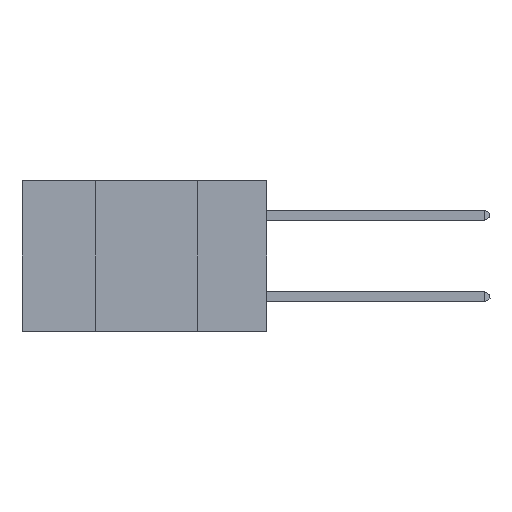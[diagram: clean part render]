
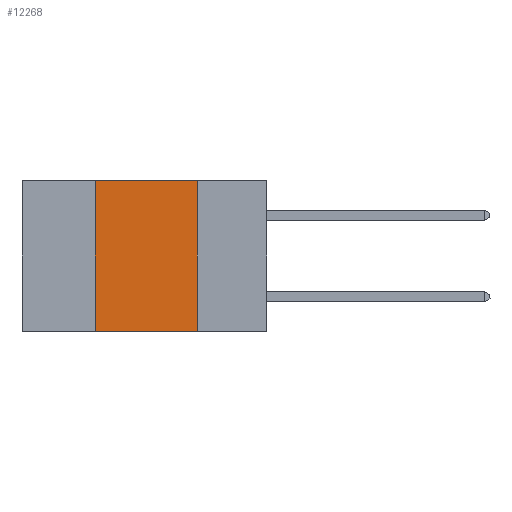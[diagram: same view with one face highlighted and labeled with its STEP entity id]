
A CAD part, left-side view. The second image highlights one B-rep face of the part: STEP entity #12268.
In plain terms, the highlighted planar face has unit normal (-1, 0, 0).
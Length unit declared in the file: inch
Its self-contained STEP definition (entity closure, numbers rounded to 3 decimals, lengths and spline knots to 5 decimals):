
#544 = CARTESIAN_POINT ( 'NONE',  ( 0., 0.42, -0.37 ) ) ;
#2537 = LINE ( 'NONE', #15235, #15526 ) ;
#3041 = VERTEX_POINT ( 'NONE', #15195 ) ;
#4058 = PLANE ( 'NONE',  #10731 ) ;
#4068 = ORIENTED_EDGE ( 'NONE', *, *, #8330, .F. ) ;
#4414 = DIRECTION ( 'NONE',  ( 0., -1., 0. ) ) ;
#4864 = EDGE_CURVE ( 'NONE', #21788, #19758, #2537, .T. ) ;
#5584 = DIRECTION ( 'NONE',  ( 0., 0., 1. ) ) ;
#5844 = CARTESIAN_POINT ( 'NONE',  ( 0., 0.17, 0. ) ) ;
#7541 = DIRECTION ( 'NONE',  ( 0., 0., -1. ) ) ;
#8168 = LINE ( 'NONE', #14589, #12172 ) ;
#8330 = EDGE_CURVE ( 'NONE', #20530, #3041, #15934, .T. ) ;
#10731 = AXIS2_PLACEMENT_3D ( 'NONE', #15907, #17575, #7541 ) ;
#10788 = VECTOR ( 'NONE', #18910, 39.37008 ) ;
#10808 = CARTESIAN_POINT ( 'NONE',  ( 0., 0.17, -0.37 ) ) ;
#12082 = VECTOR ( 'NONE', #5584, 39.37008 ) ;
#12096 = DIRECTION ( 'NONE',  ( 0., 0., -1. ) ) ;
#12172 = VECTOR ( 'NONE', #4414, 39.37008 ) ;
#12268 = ADVANCED_FACE ( 'NONE', ( #16630 ), #4058, .F. ) ;
#12349 = LINE ( 'NONE', #17227, #10788 ) ;
#12450 = CARTESIAN_POINT ( 'NONE',  ( 0., 0.42, 0. ) ) ;
#12594 = ORIENTED_EDGE ( 'NONE', *, *, #4864, .F. ) ;
#14589 = CARTESIAN_POINT ( 'NONE',  ( 0., 0.6, 0. ) ) ;
#14677 = EDGE_CURVE ( 'NONE', #3041, #21788, #8168, .T. ) ;
#15134 = EDGE_LOOP ( 'NONE', ( #12594, #16745, #4068, #19121 ) ) ;
#15195 = CARTESIAN_POINT ( 'NONE',  ( 0., 0.42, 0. ) ) ;
#15235 = CARTESIAN_POINT ( 'NONE',  ( 0., 0.17, 0. ) ) ;
#15526 = VECTOR ( 'NONE', #12096, 39.37008 ) ;
#15907 = CARTESIAN_POINT ( 'NONE',  ( 0., 0.6, 0. ) ) ;
#15934 = LINE ( 'NONE', #12450, #12082 ) ;
#16630 = FACE_OUTER_BOUND ( 'NONE', #15134, .T. ) ;
#16745 = ORIENTED_EDGE ( 'NONE', *, *, #14677, .F. ) ;
#16892 = EDGE_CURVE ( 'NONE', #20530, #19758, #12349, .T. ) ;
#17227 = CARTESIAN_POINT ( 'NONE',  ( 0., 0.6, -0.37 ) ) ;
#17575 = DIRECTION ( 'NONE',  ( 1., 0., 0. ) ) ;
#18910 = DIRECTION ( 'NONE',  ( 0., -1., 0. ) ) ;
#19121 = ORIENTED_EDGE ( 'NONE', *, *, #16892, .T. ) ;
#19758 = VERTEX_POINT ( 'NONE', #10808 ) ;
#20530 = VERTEX_POINT ( 'NONE', #544 ) ;
#21788 = VERTEX_POINT ( 'NONE', #5844 ) ;
